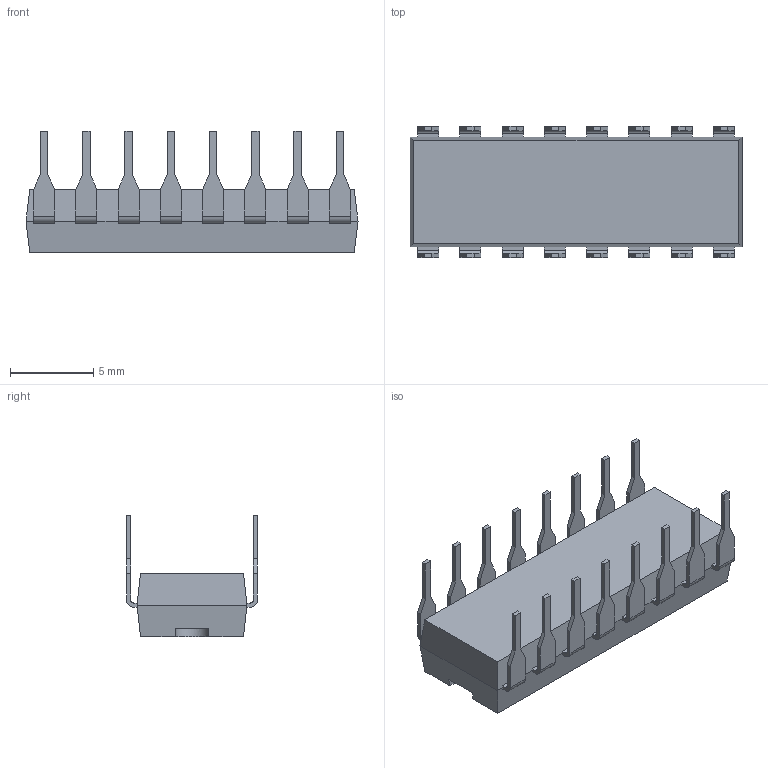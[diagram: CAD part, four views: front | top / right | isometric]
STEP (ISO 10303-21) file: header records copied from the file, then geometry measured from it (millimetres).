
FILE_DESCRIPTION (( 'STEP AP214' ), '1' );
FILE_NAME ('DIP16.STEP', '2015-11-21T16:58:18', ( '' ), ( '' ), 'SwSTEP 2.0', 'SolidWorks 2013', '' );
FILE_SCHEMA (( 'AUTOMOTIVE_DESIGN' ));
Length unit declared in the file: millimetre
Products named in the file (1): DIP16
Bounding box: 19.96 x 7.87 x 7.3 mm (x, y, z)
Volume: 498.5 mm3; surface area: 641.5 mm2
Topology: 1 solids, 1 shells, 220 faces, 650 edges, 432 vertices
Faces by surface type: plane 187, cylinder 33
Entity records: 9570 total; most frequent: CARTESIAN_POINT 1309, ORIENTED_EDGE 1300, DIRECTION 1156, EDGE_CURVE 650, LINE 582, VECTOR 582, VERTEX_POINT 432, AXIS2_PLACEMENT_3D 287
